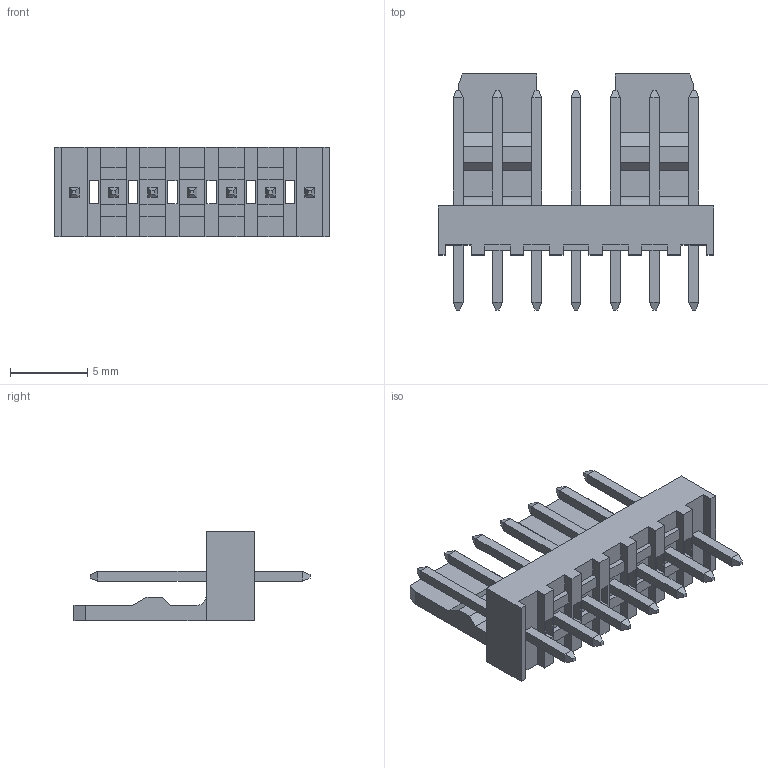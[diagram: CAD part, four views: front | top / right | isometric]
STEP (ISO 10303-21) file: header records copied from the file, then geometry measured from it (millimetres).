
FILE_DESCRIPTION(('STEP AP242'),'1');
FILE_NAME('0022272071.stp','2024-11-13T11:57:20',('TraceParts'),('TraceParts S.A.'),'Spatial InterOp 3D',' ',' ');
FILE_SCHEMA(('AP242_MANAGED_MODEL_BASED_3D_ENGINEERING_MIM_LF {1 0 10303 442 1 1 4}'));
Length unit declared in the file: millimetre
Products named in the file (1): 0022272071_1
Bounding box: 17.78 x 15.26 x 5.8 mm (x, y, z)
Volume: 397.9 mm3; surface area: 879.1 mm2
Topology: 1 solids, 1 shells, 244 faces, 642 edges, 428 vertices
Faces by surface type: plane 242, cylinder 2
Entity records: 7346 total; most frequent: CARTESIAN_POINT 1288, ORIENTED_EDGE 1256, DIRECTION 1152, EDGE_CURVE 628, LINE 624, VECTOR 624, VERTEX_POINT 400, EDGE_LOOP 270
